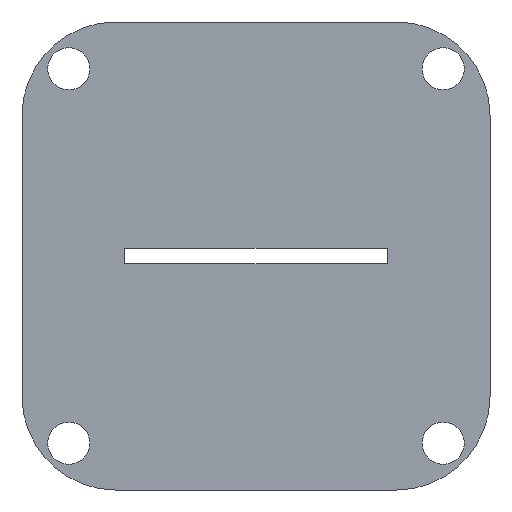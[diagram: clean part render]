
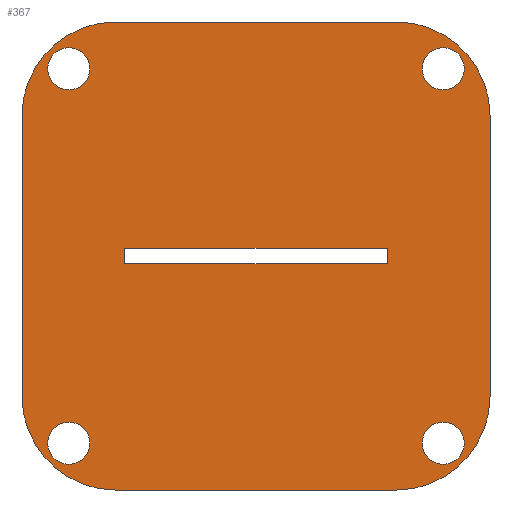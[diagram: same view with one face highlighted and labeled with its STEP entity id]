
A CAD part, front view. The second image highlights one B-rep face of the part: STEP entity #367.
In plain terms, the highlighted planar face has unit normal (0, -1, 0).
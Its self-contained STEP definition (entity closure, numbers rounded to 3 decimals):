
#15=FACE_BOUND('',#56,.T.);
#16=FACE_BOUND('',#57,.T.);
#17=FACE_BOUND('',#58,.T.);
#18=FACE_BOUND('',#59,.T.);
#19=FACE_BOUND('',#60,.T.);
#26=PLANE('',#407);
#37=FACE_OUTER_BOUND('',#55,.T.);
#55=EDGE_LOOP('',(#261,#262,#263,#264,#265,#266,#267,#268));
#56=EDGE_LOOP('',(#269,#270,#271,#272));
#57=EDGE_LOOP('',(#273));
#58=EDGE_LOOP('',(#274));
#59=EDGE_LOOP('',(#275));
#60=EDGE_LOOP('',(#276));
#83=LINE('',#563,#115);
#86=LINE('',#569,#118);
#87=LINE('',#573,#119);
#88=LINE('',#577,#120);
#89=LINE('',#581,#121);
#90=LINE('',#583,#122);
#91=LINE('',#585,#123);
#92=LINE('',#586,#124);
#115=VECTOR('',#453,10.);
#118=VECTOR('',#458,10.);
#119=VECTOR('',#461,10.);
#120=VECTOR('',#464,10.);
#121=VECTOR('',#467,10.);
#122=VECTOR('',#468,10.);
#123=VECTOR('',#469,10.);
#124=VECTOR('',#470,10.);
#145=CIRCLE('',#404,10.);
#147=CIRCLE('',#408,10.);
#148=CIRCLE('',#409,10.);
#149=CIRCLE('',#410,10.);
#150=CIRCLE('',#411,2.25);
#151=CIRCLE('',#412,2.25);
#152=CIRCLE('',#413,2.25);
#153=CIRCLE('',#414,2.25);
#165=VERTEX_POINT('',#553);
#166=VERTEX_POINT('',#554);
#169=VERTEX_POINT('',#562);
#171=VERTEX_POINT('',#568);
#172=VERTEX_POINT('',#570);
#173=VERTEX_POINT('',#572);
#174=VERTEX_POINT('',#574);
#175=VERTEX_POINT('',#576);
#176=VERTEX_POINT('',#579);
#177=VERTEX_POINT('',#580);
#178=VERTEX_POINT('',#582);
#179=VERTEX_POINT('',#584);
#180=VERTEX_POINT('',#587);
#181=VERTEX_POINT('',#589);
#182=VERTEX_POINT('',#591);
#183=VERTEX_POINT('',#593);
#201=EDGE_CURVE('',#165,#166,#145,.T.);
#205=EDGE_CURVE('',#169,#166,#83,.T.);
#208=EDGE_CURVE('',#165,#171,#86,.T.);
#209=EDGE_CURVE('',#172,#171,#147,.T.);
#210=EDGE_CURVE('',#172,#173,#87,.T.);
#211=EDGE_CURVE('',#174,#173,#148,.T.);
#212=EDGE_CURVE('',#174,#175,#88,.T.);
#213=EDGE_CURVE('',#169,#175,#149,.T.);
#214=EDGE_CURVE('',#176,#177,#89,.T.);
#215=EDGE_CURVE('',#177,#178,#90,.T.);
#216=EDGE_CURVE('',#178,#179,#91,.T.);
#217=EDGE_CURVE('',#179,#176,#92,.T.);
#218=EDGE_CURVE('',#180,#180,#150,.T.);
#219=EDGE_CURVE('',#181,#181,#151,.T.);
#220=EDGE_CURVE('',#182,#182,#152,.T.);
#221=EDGE_CURVE('',#183,#183,#153,.T.);
#261=ORIENTED_EDGE('',*,*,#201,.F.);
#262=ORIENTED_EDGE('',*,*,#208,.T.);
#263=ORIENTED_EDGE('',*,*,#209,.F.);
#264=ORIENTED_EDGE('',*,*,#210,.T.);
#265=ORIENTED_EDGE('',*,*,#211,.F.);
#266=ORIENTED_EDGE('',*,*,#212,.T.);
#267=ORIENTED_EDGE('',*,*,#213,.F.);
#268=ORIENTED_EDGE('',*,*,#205,.T.);
#269=ORIENTED_EDGE('',*,*,#214,.T.);
#270=ORIENTED_EDGE('',*,*,#215,.T.);
#271=ORIENTED_EDGE('',*,*,#216,.T.);
#272=ORIENTED_EDGE('',*,*,#217,.T.);
#273=ORIENTED_EDGE('',*,*,#218,.T.);
#274=ORIENTED_EDGE('',*,*,#219,.T.);
#275=ORIENTED_EDGE('',*,*,#220,.T.);
#276=ORIENTED_EDGE('',*,*,#221,.T.);
#367=ADVANCED_FACE('',(#37,#15,#16,#17,#18,#19),#26,.T.);
#404=AXIS2_PLACEMENT_3D('',#555,#445,#446);
#407=AXIS2_PLACEMENT_3D('',#567,#456,#457);
#408=AXIS2_PLACEMENT_3D('',#571,#459,#460);
#409=AXIS2_PLACEMENT_3D('',#575,#462,#463);
#410=AXIS2_PLACEMENT_3D('',#578,#465,#466);
#411=AXIS2_PLACEMENT_3D('',#588,#471,#472);
#412=AXIS2_PLACEMENT_3D('',#590,#473,#474);
#413=AXIS2_PLACEMENT_3D('',#592,#475,#476);
#414=AXIS2_PLACEMENT_3D('',#594,#477,#478);
#445=DIRECTION('center_axis',(0.,1.,0.));
#446=DIRECTION('ref_axis',(0.707,0.,-0.707));
#453=DIRECTION('',(1.,0.,0.));
#456=DIRECTION('center_axis',(0.,-1.,0.));
#457=DIRECTION('ref_axis',(0.,0.,-1.));
#458=DIRECTION('',(0.,0.,1.));
#459=DIRECTION('center_axis',(0.,1.,0.));
#460=DIRECTION('ref_axis',(0.707,0.,0.707));
#461=DIRECTION('',(-1.,0.,0.));
#462=DIRECTION('center_axis',(0.,1.,0.));
#463=DIRECTION('ref_axis',(-0.707,0.,0.707));
#464=DIRECTION('',(0.,0.,-1.));
#465=DIRECTION('center_axis',(0.,1.,0.));
#466=DIRECTION('ref_axis',(-0.707,0.,-0.707));
#467=DIRECTION('',(0.,0.,1.));
#468=DIRECTION('',(1.,0.,0.));
#469=DIRECTION('',(0.,0.,-1.));
#470=DIRECTION('',(-1.,0.,0.));
#471=DIRECTION('center_axis',(0.,1.,0.));
#472=DIRECTION('ref_axis',(1.,0.,0.));
#473=DIRECTION('center_axis',(0.,1.,0.));
#474=DIRECTION('ref_axis',(1.,0.,0.));
#475=DIRECTION('center_axis',(0.,1.,0.));
#476=DIRECTION('ref_axis',(1.,0.,0.));
#477=DIRECTION('center_axis',(0.,1.,0.));
#478=DIRECTION('ref_axis',(1.,0.,0.));
#553=CARTESIAN_POINT('',(25.,-3.,-15.));
#554=CARTESIAN_POINT('',(15.,-3.,-25.));
#555=CARTESIAN_POINT('Origin',(15.,-3.,-15.));
#562=CARTESIAN_POINT('',(-15.,-3.,-25.));
#563=CARTESIAN_POINT('',(-25.,-3.,-25.));
#567=CARTESIAN_POINT('Origin',(0.,-3.,0.));
#568=CARTESIAN_POINT('',(25.,-3.,15.));
#569=CARTESIAN_POINT('',(25.,-3.,-25.));
#570=CARTESIAN_POINT('',(15.,-3.,25.));
#571=CARTESIAN_POINT('Origin',(15.,-3.,15.));
#572=CARTESIAN_POINT('',(-15.,-3.,25.));
#573=CARTESIAN_POINT('',(25.,-3.,25.));
#574=CARTESIAN_POINT('',(-25.,-3.,15.));
#575=CARTESIAN_POINT('Origin',(-15.,-3.,15.));
#576=CARTESIAN_POINT('',(-25.,-3.,-15.));
#577=CARTESIAN_POINT('',(-25.,-3.,25.));
#578=CARTESIAN_POINT('Origin',(-15.,-3.,-15.));
#579=CARTESIAN_POINT('',(-14.,-3.,-0.825));
#580=CARTESIAN_POINT('',(-14.,-3.,0.825));
#581=CARTESIAN_POINT('',(-14.,-3.,0.413));
#582=CARTESIAN_POINT('',(14.,-3.,0.825));
#583=CARTESIAN_POINT('',(7.,-3.,0.825));
#584=CARTESIAN_POINT('',(14.,-3.,-0.825));
#585=CARTESIAN_POINT('',(14.,-3.,-0.413));
#586=CARTESIAN_POINT('',(-7.,-3.,-0.825));
#587=CARTESIAN_POINT('',(17.75,-3.,20.));
#588=CARTESIAN_POINT('Origin',(20.,-3.,20.));
#589=CARTESIAN_POINT('',(-22.25,-3.,-20.));
#590=CARTESIAN_POINT('Origin',(-20.,-3.,-20.));
#591=CARTESIAN_POINT('',(17.75,-3.,-20.));
#592=CARTESIAN_POINT('Origin',(20.,-3.,-20.));
#593=CARTESIAN_POINT('',(-22.25,-3.,20.));
#594=CARTESIAN_POINT('Origin',(-20.,-3.,20.));
